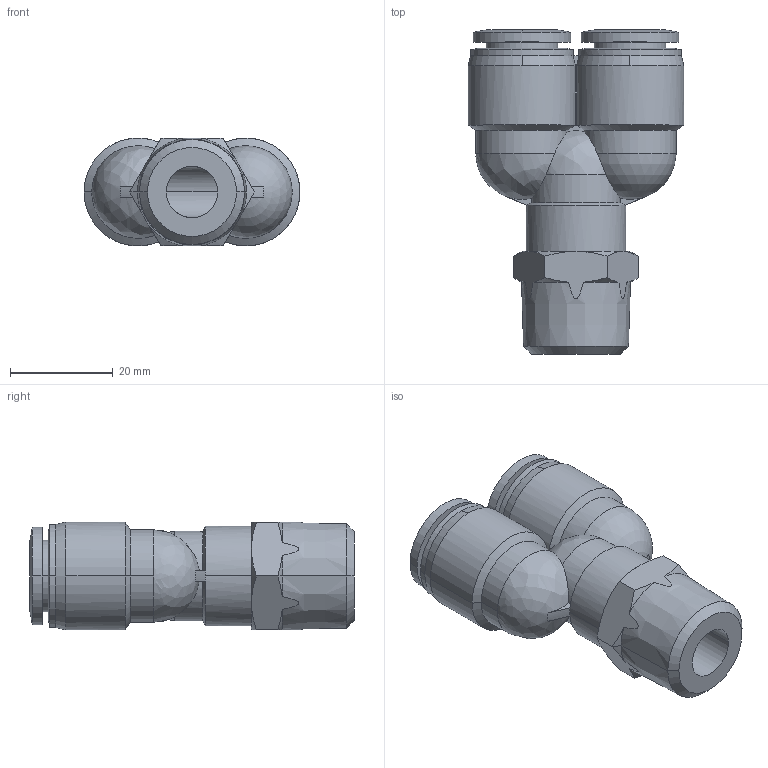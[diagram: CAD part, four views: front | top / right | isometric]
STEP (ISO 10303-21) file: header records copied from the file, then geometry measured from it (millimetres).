
FILE_DESCRIPTION (( 'STEP AP214' ), '1' );
FILE_NAME ('MY12M-12R.step', '2016-02-24T20:46:20', ( '' ), ( '' ), 'SwSTEP 2.0', 'SolidWorks 2015', '' );
FILE_SCHEMA (( 'AUTOMOTIVE_DESIGN' ));
Length unit declared in the file: inch
Products named in the file (1): MY12M-12R
Bounding box: 42 x 63.15 x 21 mm (x, y, z)
Volume: 19156.8 mm3; surface area: 10697.4 mm2
Topology: 1 solids, 1 shells, 106 faces, 272 edges, 169 vertices
Faces by surface type: cone 37, cylinder 34, plane 23, bspline 6, torus 5, sphere 1
Entity records: 5261 total; most frequent: CARTESIAN_POINT 1344, ORIENTED_EDGE 534, DIRECTION 524, EDGE_CURVE 267, AXIS2_PLACEMENT_3D 226, VERTEX_POINT 169, CIRCLE 125, EDGE_LOOP 116
